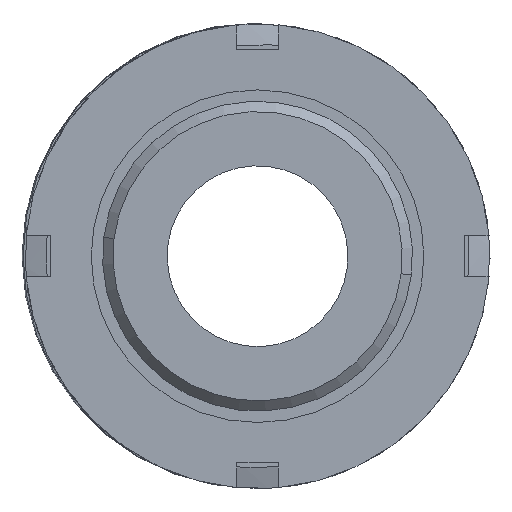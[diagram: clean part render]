
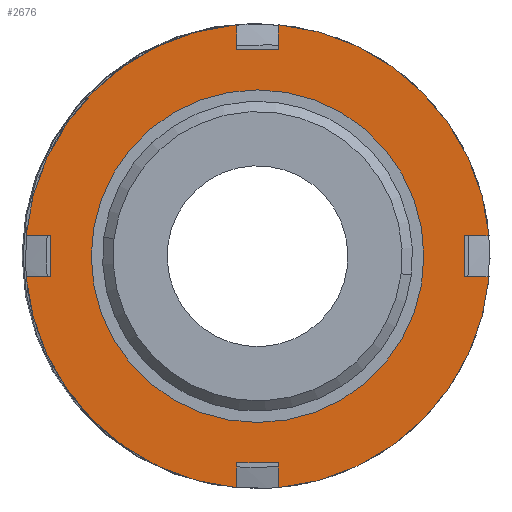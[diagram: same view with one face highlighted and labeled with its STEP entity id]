
A CAD part, front view. The second image highlights one B-rep face of the part: STEP entity #2676.
In plain terms, the highlighted planar face has unit normal (0, -1, 0).
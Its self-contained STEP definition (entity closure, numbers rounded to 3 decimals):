
#22 = CARTESIAN_POINT ( 'NONE',  ( 16.1, -37., -2. ) ) ;
#67 = DIRECTION ( 'NONE',  ( -1., 0., 0. ) ) ;
#74 = CARTESIAN_POINT ( 'NONE',  ( 0., -37., 20. ) ) ;
#84 = AXIS2_PLACEMENT_3D ( 'NONE', #4092, #3411, #3747 ) ;
#107 = DIRECTION ( 'NONE',  ( 1., 0., 0. ) ) ;
#124 = ORIENTED_EDGE ( 'NONE', *, *, #1487, .F. ) ;
#155 = ORIENTED_EDGE ( 'NONE', *, *, #1303, .F. ) ;
#156 = DIRECTION ( 'NONE',  ( 1., 0., 0. ) ) ;
#160 = LINE ( 'NONE', #4313, #3408 ) ;
#196 = CARTESIAN_POINT ( 'NONE',  ( 2., -37., -22.411 ) ) ;
#214 = CARTESIAN_POINT ( 'NONE',  ( 2., -37., 0. ) ) ;
#264 = FACE_OUTER_BOUND ( 'NONE', #3132, .T. ) ;
#288 = ORIENTED_EDGE ( 'NONE', *, *, #3151, .F. ) ;
#343 = DIRECTION ( 'NONE',  ( -1., 0., 0. ) ) ;
#412 = CARTESIAN_POINT ( 'NONE',  ( 20., -37., 2. ) ) ;
#447 = CARTESIAN_POINT ( 'NONE',  ( 20., -37., -2. ) ) ;
#459 = VERTEX_POINT ( 'NONE', #447 ) ;
#464 = ORIENTED_EDGE ( 'NONE', *, *, #3816, .T. ) ;
#466 = CARTESIAN_POINT ( 'NONE',  ( -2., -37., 0. ) ) ;
#550 = VECTOR ( 'NONE', #2762, 1000. ) ;
#558 = CARTESIAN_POINT ( 'NONE',  ( 22.411, -37., -2. ) ) ;
#577 = VERTEX_POINT ( 'NONE', #558 ) ;
#599 = CARTESIAN_POINT ( 'NONE',  ( 0., -37., 0. ) ) ;
#618 = DIRECTION ( 'NONE',  ( 0., 1., 0. ) ) ;
#654 = VERTEX_POINT ( 'NONE', #3582 ) ;
#660 = ORIENTED_EDGE ( 'NONE', *, *, #2732, .F. ) ;
#721 = VERTEX_POINT ( 'NONE', #2339 ) ;
#742 = VERTEX_POINT ( 'NONE', #3325 ) ;
#753 = ORIENTED_EDGE ( 'NONE', *, *, #2853, .F. ) ;
#781 = LINE ( 'NONE', #214, #2835 ) ;
#794 = CIRCLE ( 'NONE', #1741, 22.5 ) ;
#809 = VECTOR ( 'NONE', #1570, 1000. ) ;
#896 = VERTEX_POINT ( 'NONE', #4077 ) ;
#937 = EDGE_CURVE ( 'NONE', #1469, #2269, #2338, .T. ) ;
#995 = EDGE_CURVE ( 'NONE', #742, #1444, #2494, .T. ) ;
#1020 = CARTESIAN_POINT ( 'NONE',  ( 0., -37., 0. ) ) ;
#1037 = CARTESIAN_POINT ( 'NONE',  ( 0., -37., 0. ) ) ;
#1094 = DIRECTION ( 'NONE',  ( 0., 0., 1. ) ) ;
#1151 = EDGE_CURVE ( 'NONE', #1444, #896, #1179, .T. ) ;
#1173 = LINE ( 'NONE', #466, #2905 ) ;
#1175 = CARTESIAN_POINT ( 'NONE',  ( 16.1, -37., 2. ) ) ;
#1177 = DIRECTION ( 'NONE',  ( 0., 0., -1. ) ) ;
#1179 = LINE ( 'NONE', #2585, #809 ) ;
#1298 = ORIENTED_EDGE ( 'NONE', *, *, #1589, .T. ) ;
#1303 = EDGE_CURVE ( 'NONE', #577, #2027, #2858, .T. ) ;
#1374 = VECTOR ( 'NONE', #2784, 1000. ) ;
#1444 = VERTEX_POINT ( 'NONE', #3085 ) ;
#1448 = VERTEX_POINT ( 'NONE', #2130 ) ;
#1469 = VERTEX_POINT ( 'NONE', #2199 ) ;
#1472 = CARTESIAN_POINT ( 'NONE',  ( 0., -37., 0. ) ) ;
#1487 = EDGE_CURVE ( 'NONE', #3443, #2269, #1173, .T. ) ;
#1492 = AXIS2_PLACEMENT_3D ( 'NONE', #1037, #4027, #2028 ) ;
#1499 = VECTOR ( 'NONE', #3280, 1000. ) ;
#1570 = DIRECTION ( 'NONE',  ( 0., 0., -1. ) ) ;
#1589 = EDGE_CURVE ( 'NONE', #459, #4132, #1916, .T. ) ;
#1641 = LINE ( 'NONE', #4116, #4202 ) ;
#1688 = LINE ( 'NONE', #4131, #1374 ) ;
#1741 = AXIS2_PLACEMENT_3D ( 'NONE', #1020, #3355, #4034 ) ;
#1745 = ORIENTED_EDGE ( 'NONE', *, *, #3680, .T. ) ;
#1803 = CIRCLE ( 'NONE', #4129, 22.5 ) ;
#1806 = CARTESIAN_POINT ( 'NONE',  ( 16.1, -37., 2. ) ) ;
#1820 = CARTESIAN_POINT ( 'NONE',  ( -22.411, -37., -2. ) ) ;
#1864 = VECTOR ( 'NONE', #156, 1000. ) ;
#1896 = CIRCLE ( 'NONE', #84, 22.5 ) ;
#1916 = LINE ( 'NONE', #3326, #1499 ) ;
#1951 = FACE_BOUND ( 'NONE', #2403, .T. ) ;
#1965 = CARTESIAN_POINT ( 'NONE',  ( 16.1, -37., 0. ) ) ;
#1968 = AXIS2_PLACEMENT_3D ( 'NONE', #599, #4273, #2273 ) ;
#1979 = DIRECTION ( 'NONE',  ( 0., 0., 1. ) ) ;
#2027 = VERTEX_POINT ( 'NONE', #196 ) ;
#2028 = DIRECTION ( 'NONE',  ( 0., 0., 1. ) ) ;
#2110 = ORIENTED_EDGE ( 'NONE', *, *, #3793, .T. ) ;
#2116 = EDGE_CURVE ( 'NONE', #3615, #2347, #2685, .T. ) ;
#2130 = CARTESIAN_POINT ( 'NONE',  ( 2., -37., -20. ) ) ;
#2199 = CARTESIAN_POINT ( 'NONE',  ( 2., -37., 20. ) ) ;
#2269 = VERTEX_POINT ( 'NONE', #3109 ) ;
#2273 = DIRECTION ( 'NONE',  ( 0., 0., 1. ) ) ;
#2330 = CARTESIAN_POINT ( 'NONE',  ( 0., -37., 16.1 ) ) ;
#2338 = LINE ( 'NONE', #74, #550 ) ;
#2339 = CARTESIAN_POINT ( 'NONE',  ( -2., -37., -22.411 ) ) ;
#2347 = VERTEX_POINT ( 'NONE', #3770 ) ;
#2403 = EDGE_LOOP ( 'NONE', ( #4275, #464 ) ) ;
#2494 = LINE ( 'NONE', #1175, #1864 ) ;
#2537 = DIRECTION ( 'NONE',  ( 0., 0., -1. ) ) ;
#2585 = CARTESIAN_POINT ( 'NONE',  ( -20., -37., 0. ) ) ;
#2610 = ORIENTED_EDGE ( 'NONE', *, *, #2877, .T. ) ;
#2621 = DIRECTION ( 'NONE',  ( 0., 1., 0. ) ) ;
#2639 = DIRECTION ( 'NONE',  ( 0., 0., 1. ) ) ;
#2676 = ADVANCED_FACE ( 'NONE', ( #1951, #264 ), #3661, .F. ) ;
#2685 = CIRCLE ( 'NONE', #1968, 16.1 ) ;
#2701 = EDGE_CURVE ( 'NONE', #2027, #1448, #160, .T. ) ;
#2718 = CARTESIAN_POINT ( 'NONE',  ( 22.411, -37., 2. ) ) ;
#2732 = EDGE_CURVE ( 'NONE', #742, #3443, #794, .T. ) ;
#2762 = DIRECTION ( 'NONE',  ( -1., 0., 0. ) ) ;
#2779 = ORIENTED_EDGE ( 'NONE', *, *, #1151, .T. ) ;
#2784 = DIRECTION ( 'NONE',  ( 1., 0., 0. ) ) ;
#2835 = VECTOR ( 'NONE', #1177, 1000. ) ;
#2846 = VECTOR ( 'NONE', #107, 1000. ) ;
#2853 = EDGE_CURVE ( 'NONE', #4108, #4132, #3514, .T. ) ;
#2858 = CIRCLE ( 'NONE', #1492, 22.5 ) ;
#2877 = EDGE_CURVE ( 'NONE', #721, #654, #1641, .T. ) ;
#2893 = ORIENTED_EDGE ( 'NONE', *, *, #995, .T. ) ;
#2894 = LINE ( 'NONE', #22, #3464 ) ;
#2900 = ORIENTED_EDGE ( 'NONE', *, *, #937, .T. ) ;
#2905 = VECTOR ( 'NONE', #2537, 1000. ) ;
#2927 = VERTEX_POINT ( 'NONE', #3145 ) ;
#3085 = CARTESIAN_POINT ( 'NONE',  ( -20., -37., 2. ) ) ;
#3109 = CARTESIAN_POINT ( 'NONE',  ( -2., -37., 20. ) ) ;
#3119 = DIRECTION ( 'NONE',  ( 0., 0., 1. ) ) ;
#3121 = AXIS2_PLACEMENT_3D ( 'NONE', #1472, #4144, #1094 ) ;
#3132 = EDGE_LOOP ( 'NONE', ( #3455, #288, #2610, #2110, #3902, #155, #1745, #1298, #753, #4012, #3726, #2900, #124, #660, #2893, #2779 ) ) ;
#3145 = CARTESIAN_POINT ( 'NONE',  ( 2., -37., 22.411 ) ) ;
#3151 = EDGE_CURVE ( 'NONE', #721, #3842, #1803, .T. ) ;
#3280 = DIRECTION ( 'NONE',  ( 0., 0., 1. ) ) ;
#3305 = LINE ( 'NONE', #3423, #2846 ) ;
#3324 = EDGE_CURVE ( 'NONE', #3842, #896, #3305, .T. ) ;
#3325 = CARTESIAN_POINT ( 'NONE',  ( -22.411, -37., 2. ) ) ;
#3326 = CARTESIAN_POINT ( 'NONE',  ( 20., -37., 0. ) ) ;
#3355 = DIRECTION ( 'NONE',  ( 0., 1., 0. ) ) ;
#3408 = VECTOR ( 'NONE', #3646, 1000. ) ;
#3411 = DIRECTION ( 'NONE',  ( 0., 1., 0. ) ) ;
#3423 = CARTESIAN_POINT ( 'NONE',  ( 16.1, -37., -2. ) ) ;
#3443 = VERTEX_POINT ( 'NONE', #4238 ) ;
#3455 = ORIENTED_EDGE ( 'NONE', *, *, #3324, .F. ) ;
#3464 = VECTOR ( 'NONE', #343, 1000. ) ;
#3477 = AXIS2_PLACEMENT_3D ( 'NONE', #1965, #618, #1979 ) ;
#3514 = LINE ( 'NONE', #1806, #4099 ) ;
#3582 = CARTESIAN_POINT ( 'NONE',  ( -2., -37., -20. ) ) ;
#3591 = CARTESIAN_POINT ( 'NONE',  ( 0., -37., 0. ) ) ;
#3615 = VERTEX_POINT ( 'NONE', #2330 ) ;
#3646 = DIRECTION ( 'NONE',  ( 0., 0., 1. ) ) ;
#3661 = PLANE ( 'NONE',  #3477 ) ;
#3680 = EDGE_CURVE ( 'NONE', #577, #459, #2894, .T. ) ;
#3726 = ORIENTED_EDGE ( 'NONE', *, *, #4334, .T. ) ;
#3747 = DIRECTION ( 'NONE',  ( 0., 0., 1. ) ) ;
#3770 = CARTESIAN_POINT ( 'NONE',  ( 0., -37., -16.1 ) ) ;
#3793 = EDGE_CURVE ( 'NONE', #654, #1448, #1688, .T. ) ;
#3816 = EDGE_CURVE ( 'NONE', #2347, #3615, #3879, .T. ) ;
#3842 = VERTEX_POINT ( 'NONE', #1820 ) ;
#3879 = CIRCLE ( 'NONE', #3121, 16.1 ) ;
#3902 = ORIENTED_EDGE ( 'NONE', *, *, #2701, .F. ) ;
#4012 = ORIENTED_EDGE ( 'NONE', *, *, #4118, .F. ) ;
#4027 = DIRECTION ( 'NONE',  ( 0., 1., 0. ) ) ;
#4034 = DIRECTION ( 'NONE',  ( 0., 0., 1. ) ) ;
#4077 = CARTESIAN_POINT ( 'NONE',  ( -20., -37., -2. ) ) ;
#4092 = CARTESIAN_POINT ( 'NONE',  ( 0., -37., 0. ) ) ;
#4099 = VECTOR ( 'NONE', #67, 1000. ) ;
#4108 = VERTEX_POINT ( 'NONE', #2718 ) ;
#4116 = CARTESIAN_POINT ( 'NONE',  ( -2., -37., 0. ) ) ;
#4118 = EDGE_CURVE ( 'NONE', #2927, #4108, #1896, .T. ) ;
#4129 = AXIS2_PLACEMENT_3D ( 'NONE', #3591, #2621, #2639 ) ;
#4131 = CARTESIAN_POINT ( 'NONE',  ( 0., -37., -20. ) ) ;
#4132 = VERTEX_POINT ( 'NONE', #412 ) ;
#4144 = DIRECTION ( 'NONE',  ( 0., 1., 0. ) ) ;
#4202 = VECTOR ( 'NONE', #3119, 1000. ) ;
#4238 = CARTESIAN_POINT ( 'NONE',  ( -2., -37., 22.411 ) ) ;
#4273 = DIRECTION ( 'NONE',  ( 0., 1., 0. ) ) ;
#4275 = ORIENTED_EDGE ( 'NONE', *, *, #2116, .T. ) ;
#4313 = CARTESIAN_POINT ( 'NONE',  ( 2., -37., 0. ) ) ;
#4334 = EDGE_CURVE ( 'NONE', #2927, #1469, #781, .T. ) ;
